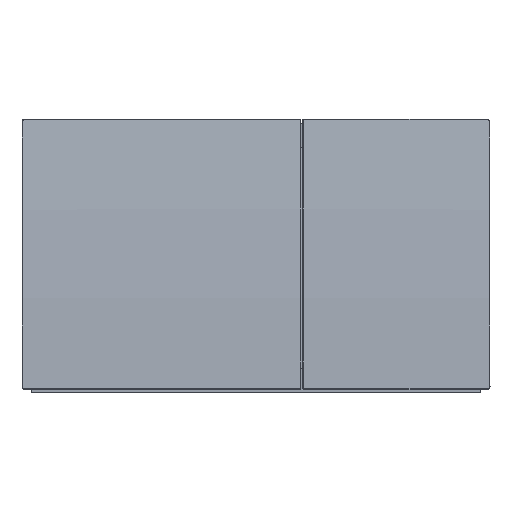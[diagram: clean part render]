
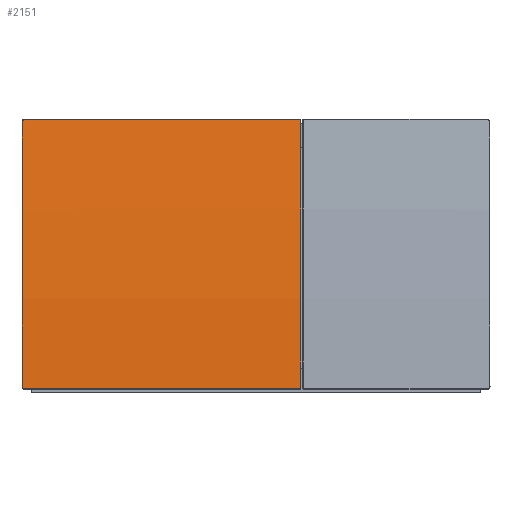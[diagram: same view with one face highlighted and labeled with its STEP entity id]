
A CAD part, front view. The second image highlights one B-rep face of the part: STEP entity #2151.
In plain terms, the highlighted cylindrical face has radius 1149 mm (diameter 2298 mm), a partial arc.
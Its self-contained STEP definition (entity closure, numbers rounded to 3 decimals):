
#139=B_SPLINE_CURVE_WITH_KNOTS('',3,(#4244,#4245,#4246,#4247,#4248,#4249,
#4250,#4251,#4252,#4253),.UNSPECIFIED.,.F.,.F.,(4,2,2,2,4),(-0.047,
-0.035,-0.024,-0.012,0.),
 .UNSPECIFIED.);
#140=B_SPLINE_CURVE_WITH_KNOTS('',3,(#4257,#4258,#4259,#4260,#4261,#4262,
#4263,#4264,#4265,#4266),.UNSPECIFIED.,.F.,.F.,(4,2,2,2,4),(-0.047,
-0.035,-0.024,-0.012,0.),
 .UNSPECIFIED.);
#141=B_SPLINE_CURVE_WITH_KNOTS('',5,(#4270,#4271,#4272,#4273,#4274,#4275,
#4276,#4277,#4278,#4279,#4280,#4281),.UNSPECIFIED.,.F.,.F.,(6,3,3,6),(4.676,
6.156,7.25,7.793),.UNSPECIFIED.);
#142=B_SPLINE_CURVE_WITH_KNOTS('',5,(#4284,#4285,#4286,#4287,#4288,#4289,
#4290,#4291,#4292,#4293,#4294,#4295),.UNSPECIFIED.,.F.,.F.,(6,3,3,6),(4.677,
6.158,7.251,7.794),.UNSPECIFIED.);
#287=FACE_OUTER_BOUND('',#417,.T.);
#417=EDGE_LOOP('',(#1699,#1700,#1701,#1702,#1703,#1704,#1705,#1706));
#561=LINE('',#4242,#721);
#562=LINE('',#4268,#722);
#721=VECTOR('',#2610,1.);
#722=VECTOR('',#2613,1.);
#825=CIRCLE('',#2309,1149.);
#826=CIRCLE('',#2310,1149.);
#963=VERTEX_POINT('',#4240);
#964=VERTEX_POINT('',#4241);
#965=VERTEX_POINT('',#4243);
#966=VERTEX_POINT('',#4254);
#967=VERTEX_POINT('',#4256);
#968=VERTEX_POINT('',#4267);
#969=VERTEX_POINT('',#4269);
#970=VERTEX_POINT('',#4282);
#1215=EDGE_CURVE('',#963,#964,#561,.F.);
#1216=EDGE_CURVE('',#964,#965,#139,.F.);
#1217=EDGE_CURVE('',#965,#966,#825,.T.);
#1218=EDGE_CURVE('',#966,#967,#140,.F.);
#1219=EDGE_CURVE('',#967,#968,#562,.T.);
#1220=EDGE_CURVE('',#968,#969,#141,.F.);
#1221=EDGE_CURVE('',#969,#970,#826,.F.);
#1222=EDGE_CURVE('',#970,#963,#142,.F.);
#1699=ORIENTED_EDGE('',*,*,#1215,.T.);
#1700=ORIENTED_EDGE('',*,*,#1216,.T.);
#1701=ORIENTED_EDGE('',*,*,#1217,.T.);
#1702=ORIENTED_EDGE('',*,*,#1218,.T.);
#1703=ORIENTED_EDGE('',*,*,#1219,.T.);
#1704=ORIENTED_EDGE('',*,*,#1220,.T.);
#1705=ORIENTED_EDGE('',*,*,#1221,.T.);
#1706=ORIENTED_EDGE('',*,*,#1222,.T.);
#1952=CYLINDRICAL_SURFACE('',#2308,1149.);
#2151=ADVANCED_FACE('',(#287),#1952,.T.);
#2308=AXIS2_PLACEMENT_3D('',#4239,#2608,#2609);
#2309=AXIS2_PLACEMENT_3D('',#4255,#2611,#2612);
#2310=AXIS2_PLACEMENT_3D('',#4283,#2614,#2615);
#2608=DIRECTION('center_axis',(-1.,0.,0.));
#2609=DIRECTION('ref_axis',(0.,-0.999,0.042));
#2610=DIRECTION('',(-1.,0.,0.));
#2611=DIRECTION('center_axis',(-1.,0.,0.));
#2612=DIRECTION('ref_axis',(0.,0.995,-0.105));
#2613=DIRECTION('',(-1.,0.,0.));
#2614=DIRECTION('center_axis',(-1.,0.,0.));
#2615=DIRECTION('ref_axis',(0.,0.995,-0.105));
#4239=CARTESIAN_POINT('Origin',(-49.89,1128.736,-117.764));
#4240=CARTESIAN_POINT('',(-123.5,-19.264,-69.835));
#4241=CARTESIAN_POINT('',(23.5,-19.264,-69.835));
#4242=CARTESIAN_POINT('',(-49.89,-19.264,-69.835));
#4243=CARTESIAN_POINT('',(23.8,-19.252,-69.535));
#4244=CARTESIAN_POINT('Ctrl Pts',(23.8,-19.252,-69.535));
#4245=CARTESIAN_POINT('Ctrl Pts',(23.8,-19.253,-69.575));
#4246=CARTESIAN_POINT('Ctrl Pts',(23.792,-19.255,-69.614));
#4247=CARTESIAN_POINT('Ctrl Pts',(23.762,-19.258,-69.687));
#4248=CARTESIAN_POINT('Ctrl Pts',(23.74,-19.26,-69.72));
#4249=CARTESIAN_POINT('Ctrl Pts',(23.685,-19.262,-69.775));
#4250=CARTESIAN_POINT('Ctrl Pts',(23.652,-19.263,-69.797));
#4251=CARTESIAN_POINT('Ctrl Pts',(23.579,-19.264,-69.827));
#4252=CARTESIAN_POINT('Ctrl Pts',(23.54,-19.264,-69.835));
#4253=CARTESIAN_POINT('Ctrl Pts',(23.5,-19.264,-69.835));
#4254=CARTESIAN_POINT('',(23.8,-4.193,73.74));
#4255=CARTESIAN_POINT('Origin',(23.8,1128.736,-117.764));
#4256=CARTESIAN_POINT('',(23.5,-4.143,74.036));
#4257=CARTESIAN_POINT('Ctrl Pts',(23.5,-4.143,74.036));
#4258=CARTESIAN_POINT('Ctrl Pts',(23.54,-4.143,74.036));
#4259=CARTESIAN_POINT('Ctrl Pts',(23.579,-4.144,74.028));
#4260=CARTESIAN_POINT('Ctrl Pts',(23.652,-4.149,73.998));
#4261=CARTESIAN_POINT('Ctrl Pts',(23.685,-4.153,73.977));
#4262=CARTESIAN_POINT('Ctrl Pts',(23.74,-4.162,73.922));
#4263=CARTESIAN_POINT('Ctrl Pts',(23.762,-4.168,73.89));
#4264=CARTESIAN_POINT('Ctrl Pts',(23.792,-4.18,73.818));
#4265=CARTESIAN_POINT('Ctrl Pts',(23.8,-4.186,73.78));
#4266=CARTESIAN_POINT('Ctrl Pts',(23.8,-4.193,73.74));
#4267=CARTESIAN_POINT('',(-123.5,-4.143,74.036));
#4268=CARTESIAN_POINT('',(-49.89,-4.143,74.036));
#4269=CARTESIAN_POINT('',(-124.8,-4.359,72.754));
#4270=CARTESIAN_POINT('Ctrl Pts',(-124.8,-4.359,72.754));
#4271=CARTESIAN_POINT('Ctrl Pts',(-124.8,-4.327,72.945));
#4272=CARTESIAN_POINT('Ctrl Pts',(-124.764,-4.295,73.137));
#4273=CARTESIAN_POINT('Ctrl Pts',(-124.692,-4.264,73.319));
#4274=CARTESIAN_POINT('Ctrl Pts',(-124.509,-4.216,73.605));
#4275=CARTESIAN_POINT('Ctrl Pts',(-124.246,-4.18,73.818));
#4276=CARTESIAN_POINT('Ctrl Pts',(-124.123,-4.167,73.893));
#4277=CARTESIAN_POINT('Ctrl Pts',(-123.924,-4.153,73.978));
#4278=CARTESIAN_POINT('Ctrl Pts',(-123.714,-4.145,74.022));
#4279=CARTESIAN_POINT('Ctrl Pts',(-123.642,-4.144,74.031));
#4280=CARTESIAN_POINT('Ctrl Pts',(-123.571,-4.143,74.036));
#4281=CARTESIAN_POINT('Ctrl Pts',(-123.5,-4.143,74.036));
#4282=CARTESIAN_POINT('',(-124.8,-19.209,-68.536));
#4283=CARTESIAN_POINT('Origin',(-124.8,1128.736,-117.764));
#4284=CARTESIAN_POINT('Ctrl Pts',(-123.5,-19.264,-69.835));
#4285=CARTESIAN_POINT('Ctrl Pts',(-123.694,-19.264,-69.835));
#4286=CARTESIAN_POINT('Ctrl Pts',(-123.888,-19.263,-69.799));
#4287=CARTESIAN_POINT('Ctrl Pts',(-124.073,-19.26,-69.727));
#4288=CARTESIAN_POINT('Ctrl Pts',(-124.363,-19.252,-69.544));
#4289=CARTESIAN_POINT('Ctrl Pts',(-124.579,-19.241,-69.282));
#4290=CARTESIAN_POINT('Ctrl Pts',(-124.655,-19.236,-69.158));
#4291=CARTESIAN_POINT('Ctrl Pts',(-124.742,-19.227,-68.96));
#4292=CARTESIAN_POINT('Ctrl Pts',(-124.785,-19.218,-68.75));
#4293=CARTESIAN_POINT('Ctrl Pts',(-124.795,-19.215,-68.678));
#4294=CARTESIAN_POINT('Ctrl Pts',(-124.8,-19.212,-68.607));
#4295=CARTESIAN_POINT('Ctrl Pts',(-124.8,-19.209,-68.536));
